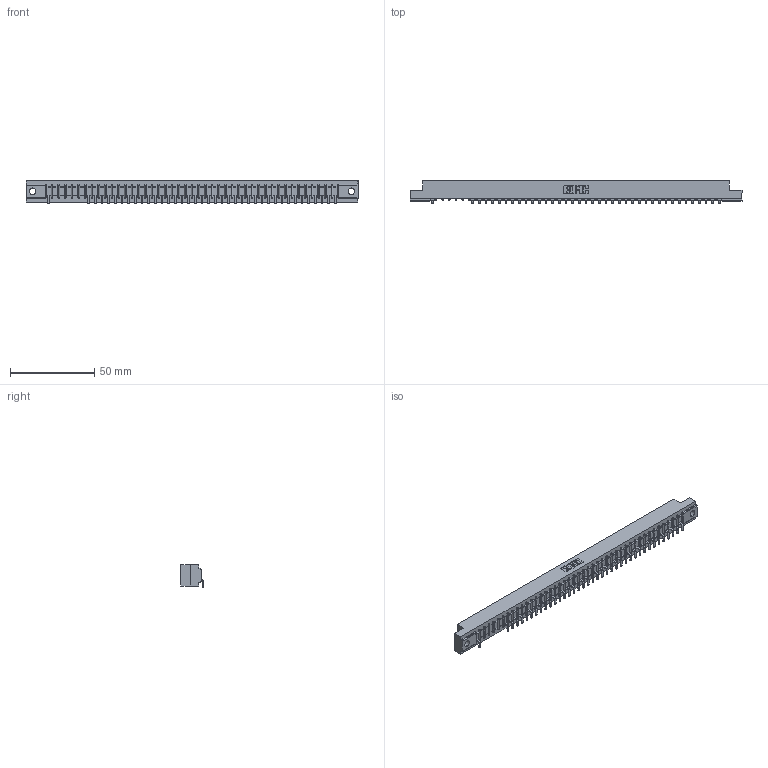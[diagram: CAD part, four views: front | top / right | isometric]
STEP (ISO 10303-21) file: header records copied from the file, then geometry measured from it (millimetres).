
FILE_DESCRIPTION (( 'STEP AP203' ), '1' );
FILE_NAME ('357-044-553-104.STEP', '2018-08-11T11:40:39', ( '' ), ( '' ), 'SwSTEP 2.0', 'SolidWorks 2016', '' );
FILE_SCHEMA (( 'CONFIG_CONTROL_DESIGN' ));
Length unit declared in the file: inch
Products named in the file (3): 357-044-553-104; 307 Part_.156 Dia Mounting Holes; 307-290-002_553
Assembly tree (40 placements, depth 2):
  357-044-553-104
    307 Part_.156 Dia Mounting Holes
    307-290-002_553  x39
Bounding box: 197.36 x 13.32 x 13.5 mm (x, y, z)
Volume: 20883.9 mm3; surface area: 25204.9 mm2
Topology: 40 solids, 40 shells, 3319 faces, 10195 edges, 6674 vertices
Faces by surface type: plane 1977, cylinder 1252, sphere 90
Entity records: 38586 total; most frequent: CARTESIAN_POINT 6537, ORIENTED_EDGE 6530, DIRECTION 6337, EDGE_CURVE 3265, VECTOR 2509, LINE 2509, VERTEX_POINT 2114, AXIS2_PLACEMENT_3D 1914
